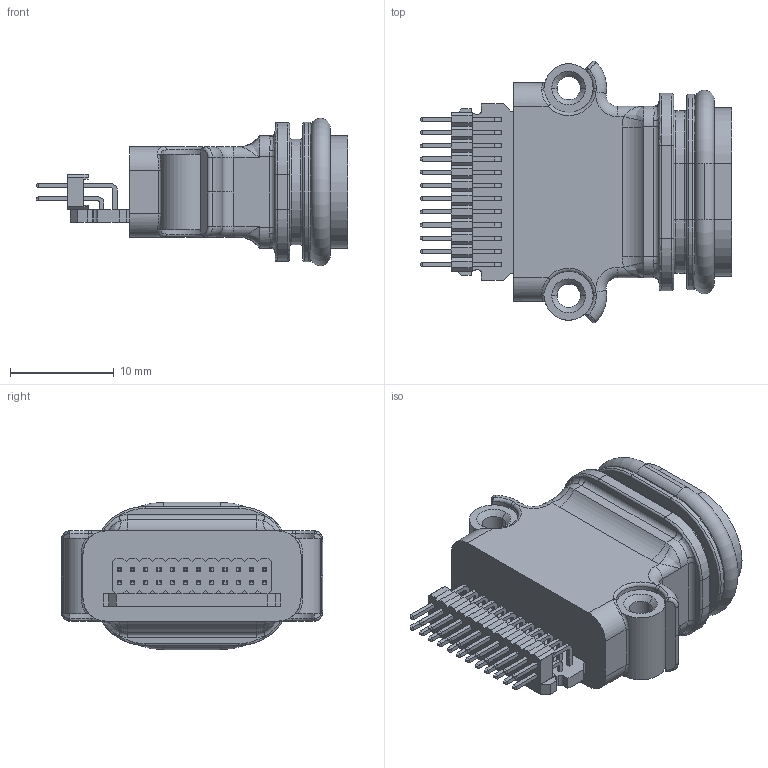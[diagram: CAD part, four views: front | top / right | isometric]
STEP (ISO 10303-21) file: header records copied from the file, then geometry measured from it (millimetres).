
FILE_DESCRIPTION (( 'STEP AP214' ), '1' );
FILE_NAME ('UC-31PFFP-QS8001.STEP', '2019-04-02T10:12:58', ( '' ), ( '' ), 'SwSTEP 2.0', 'SolidWorks 2017', '' );
FILE_SCHEMA (( 'AUTOMOTIVE_DESIGN' ));
Length unit declared in the file: millimetre
Products named in the file (1): UC-31PFFP-QS8001
Bounding box: 30 x 25.2 x 14.2 mm (x, y, z)
Volume: 3284.2 mm3; surface area: 3282.3 mm2
Topology: 28 solids, 28 shells, 772 faces, 1895 edges, 1176 vertices
Faces by surface type: plane 544, cylinder 138, torus 49, bspline 28, cone 13
Entity records: 23639 total; most frequent: CARTESIAN_POINT 5064, ORIENTED_EDGE 3782, DIRECTION 3696, EDGE_CURVE 1891, LINE 1464, VECTOR 1464, VERTEX_POINT 1176, AXIS2_PLACEMENT_3D 1116
